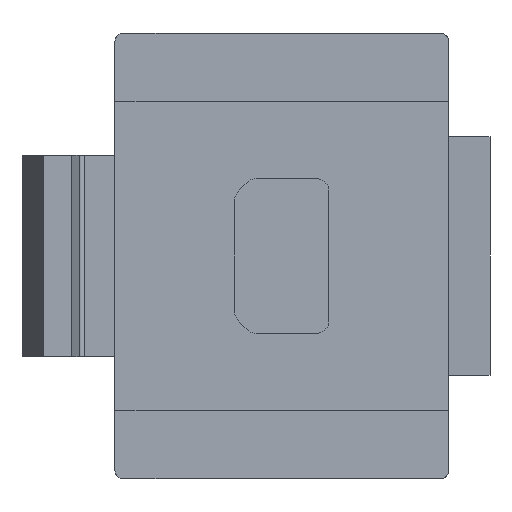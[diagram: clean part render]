
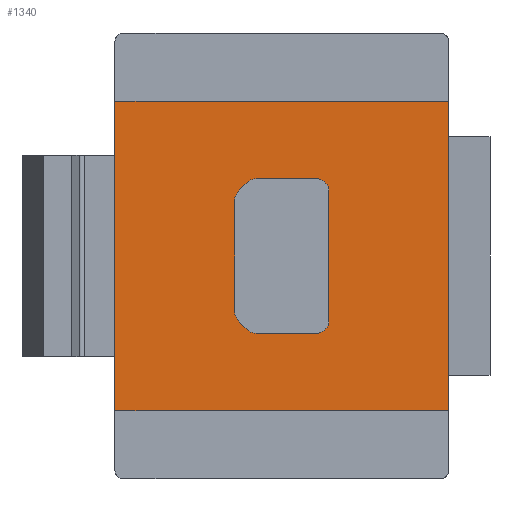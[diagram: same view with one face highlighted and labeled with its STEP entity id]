
A CAD part, left-side view. The second image highlights one B-rep face of the part: STEP entity #1340.
In plain terms, the highlighted planar face has unit normal (-1, 0, 0).
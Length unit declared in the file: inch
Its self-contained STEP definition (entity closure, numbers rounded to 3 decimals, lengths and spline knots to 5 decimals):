
#15 = EDGE_LOOP ( 'NONE', ( #628, #696, #112, #474, #1197, #197, #655, #1467, #1921, #1165, #51, #693 ) ) ;
#18 = CARTESIAN_POINT ( 'NONE',  ( -0.481, -0.06496, 0.14567 ) ) ;
#51 = ORIENTED_EDGE ( 'NONE', *, *, #290, .F. ) ;
#107 = EDGE_CURVE ( 'NONE', #1375, #1950, #1077, .T. ) ;
#108 = AXIS2_PLACEMENT_3D ( 'NONE', #1643, #2160, #1631 ) ;
#110 = DIRECTION ( 'NONE',  ( 0., 1., 0. ) ) ;
#112 = ORIENTED_EDGE ( 'NONE', *, *, #2225, .F. ) ;
#119 = DIRECTION ( 'NONE',  ( 0., 1., 0. ) ) ;
#127 = ORIENTED_EDGE ( 'NONE', *, *, #107, .T. ) ;
#183 = EDGE_CURVE ( 'NONE', #1035, #514, #965, .T. ) ;
#197 = ORIENTED_EDGE ( 'NONE', *, *, #1339, .F. ) ;
#212 = CARTESIAN_POINT ( 'NONE',  ( -0.481, 0.06496, -0.10551 ) ) ;
#214 = EDGE_CURVE ( 'NONE', #1316, #622, #560, .T. ) ;
#276 = LINE ( 'NONE', #1422, #2030 ) ;
#288 = CARTESIAN_POINT ( 'NONE',  ( -0.481, -0.06496, 0.12205 ) ) ;
#290 = EDGE_CURVE ( 'NONE', #622, #995, #936, .T. ) ;
#308 = DIRECTION ( 'NONE',  ( 0., 1., 0. ) ) ;
#360 = EDGE_CURVE ( 'NONE', #1169, #1316, #1774, .T. ) ;
#410 = CIRCLE ( 'NONE', #1045, 0.02362 ) ;
#419 = EDGE_LOOP ( 'NONE', ( #2023, #1153, #1904, #127 ) ) ;
#430 = CARTESIAN_POINT ( 'NONE',  ( -0.481, -0.314, -0.291 ) ) ;
#456 = DIRECTION ( 'NONE',  ( -1., 0., 0. ) ) ;
#473 = CARTESIAN_POINT ( 'NONE',  ( -0.481, 0.06513, 0.13875 ) ) ;
#474 = ORIENTED_EDGE ( 'NONE', *, *, #1222, .F. ) ;
#502 = DIRECTION ( 'NONE',  ( 0., -1., 0. ) ) ;
#511 = DIRECTION ( 'NONE',  ( 0., 0.707, -0.707 ) ) ;
#514 = VERTEX_POINT ( 'NONE', #18 ) ;
#560 = CIRCLE ( 'NONE', #685, 0.02362 ) ;
#561 = LINE ( 'NONE', #978, #1632 ) ;
#566 = VERTEX_POINT ( 'NONE', #1975 ) ;
#584 = CIRCLE ( 'NONE', #1187, 0.02362 ) ;
#588 = CARTESIAN_POINT ( 'NONE',  ( -0.481, -0.314, 0.419 ) ) ;
#622 = VERTEX_POINT ( 'NONE', #1287 ) ;
#626 = DIRECTION ( 'NONE',  ( 0., 1., 0. ) ) ;
#628 = ORIENTED_EDGE ( 'NONE', *, *, #360, .F. ) ;
#655 = ORIENTED_EDGE ( 'NONE', *, *, #1294, .F. ) ;
#679 = VERTEX_POINT ( 'NONE', #1486 ) ;
#685 = AXIS2_PLACEMENT_3D ( 'NONE', #1519, #2058, #1527 ) ;
#693 = ORIENTED_EDGE ( 'NONE', *, *, #214, .F. ) ;
#696 = ORIENTED_EDGE ( 'NONE', *, *, #1426, .F. ) ;
#738 = CARTESIAN_POINT ( 'NONE',  ( -0.481, -0.08858, 0.12205 ) ) ;
#744 = LINE ( 'NONE', #1217, #1688 ) ;
#784 = DIRECTION ( 'NONE',  ( 0., 0., -1. ) ) ;
#824 = DIRECTION ( 'NONE',  ( -1., 0., 0. ) ) ;
#826 = PLANE ( 'NONE',  #1227 ) ;
#838 = VECTOR ( 'NONE', #502, 39.37008 ) ;
#904 = DIRECTION ( 'NONE',  ( 0., 1., 0. ) ) ;
#908 = CARTESIAN_POINT ( 'NONE',  ( -0.481, 0.08858, 0.10551 ) ) ;
#936 = LINE ( 'NONE', #1905, #838 ) ;
#955 = CIRCLE ( 'NONE', #108, 0.02362 ) ;
#965 = CIRCLE ( 'NONE', #1834, 0.02362 ) ;
#978 = CARTESIAN_POINT ( 'NONE',  ( -0.481, 0.314, 0.419 ) ) ;
#994 = VECTOR ( 'NONE', #1396, 39.37008 ) ;
#995 = VERTEX_POINT ( 'NONE', #1763 ) ;
#999 = DIRECTION ( 'NONE',  ( 1., 0., 0. ) ) ;
#1024 = VECTOR ( 'NONE', #1136, 39.37008 ) ;
#1030 = CARTESIAN_POINT ( 'NONE',  ( -0.481, 0.06513, -0.13875 ) ) ;
#1035 = VERTEX_POINT ( 'NONE', #738 ) ;
#1045 = AXIS2_PLACEMENT_3D ( 'NONE', #1897, #824, #1510 ) ;
#1077 = LINE ( 'NONE', #1849, #1024 ) ;
#1136 = DIRECTION ( 'NONE',  ( 0., 1., 0. ) ) ;
#1142 = DIRECTION ( 'NONE',  ( 0., 0., -1. ) ) ;
#1151 = VERTEX_POINT ( 'NONE', #2190 ) ;
#1153 = ORIENTED_EDGE ( 'NONE', *, *, #1314, .F. ) ;
#1165 = ORIENTED_EDGE ( 'NONE', *, *, #1979, .F. ) ;
#1169 = VERTEX_POINT ( 'NONE', #1476 ) ;
#1172 = CARTESIAN_POINT ( 'NONE',  ( -0.481, 0.08858, -0.10551 ) ) ;
#1187 = AXIS2_PLACEMENT_3D ( 'NONE', #1881, #2060, #110 ) ;
#1197 = ORIENTED_EDGE ( 'NONE', *, *, #1960, .F. ) ;
#1217 = CARTESIAN_POINT ( 'NONE',  ( -0.481, 0.08166, 0.12222 ) ) ;
#1222 = EDGE_CURVE ( 'NONE', #2124, #1989, #955, .T. ) ;
#1227 = AXIS2_PLACEMENT_3D ( 'NONE', #1687, #999, #119 ) ;
#1232 = LINE ( 'NONE', #588, #1839 ) ;
#1287 = CARTESIAN_POINT ( 'NONE',  ( -0.481, 0.04843, -0.14567 ) ) ;
#1294 = EDGE_CURVE ( 'NONE', #514, #566, #1618, .T. ) ;
#1314 = EDGE_CURVE ( 'NONE', #1840, #1151, #1547, .T. ) ;
#1316 = VERTEX_POINT ( 'NONE', #1862 ) ;
#1338 = CARTESIAN_POINT ( 'NONE',  ( -0.481, -0.524, -0.291 ) ) ;
#1339 = EDGE_CURVE ( 'NONE', #566, #2219, #584, .T. ) ;
#1340 = ADVANCED_FACE ( 'NONE', ( #1887, #1828 ), #826, .F. ) ;
#1375 = VERTEX_POINT ( 'NONE', #2242 ) ;
#1378 = LINE ( 'NONE', #1172, #1928 ) ;
#1396 = DIRECTION ( 'NONE',  ( 0., -0.707, -0.707 ) ) ;
#1422 = CARTESIAN_POINT ( 'NONE',  ( -0.481, -0.08858, 0.12205 ) ) ;
#1426 = EDGE_CURVE ( 'NONE', #1614, #1169, #1711, .T. ) ;
#1467 = ORIENTED_EDGE ( 'NONE', *, *, #183, .F. ) ;
#1476 = CARTESIAN_POINT ( 'NONE',  ( -0.481, 0.08166, -0.12222 ) ) ;
#1485 = CARTESIAN_POINT ( 'NONE',  ( -0.481, 0.08858, -0.10551 ) ) ;
#1486 = CARTESIAN_POINT ( 'NONE',  ( -0.481, -0.08858, -0.12205 ) ) ;
#1510 = DIRECTION ( 'NONE',  ( 0., 1., 0. ) ) ;
#1519 = CARTESIAN_POINT ( 'NONE',  ( -0.481, 0.04843, -0.12205 ) ) ;
#1527 = DIRECTION ( 'NONE',  ( 0., 1., 0. ) ) ;
#1541 = CARTESIAN_POINT ( 'NONE',  ( -0.481, 0.08166, 0.12222 ) ) ;
#1547 = LINE ( 'NONE', #1338, #2163 ) ;
#1549 = EDGE_CURVE ( 'NONE', #679, #1035, #276, .T. ) ;
#1613 = EDGE_CURVE ( 'NONE', #1375, #1840, #1232, .T. ) ;
#1614 = VERTEX_POINT ( 'NONE', #1485 ) ;
#1618 = LINE ( 'NONE', #2205, #1939 ) ;
#1631 = DIRECTION ( 'NONE',  ( 0., 1., 0. ) ) ;
#1632 = VECTOR ( 'NONE', #1898, 39.37008 ) ;
#1643 = CARTESIAN_POINT ( 'NONE',  ( -0.481, 0.06496, 0.10551 ) ) ;
#1674 = CARTESIAN_POINT ( 'NONE',  ( -0.481, 0.314, 0.291 ) ) ;
#1687 = CARTESIAN_POINT ( 'NONE',  ( -0.481, 0.314, 0.419 ) ) ;
#1688 = VECTOR ( 'NONE', #511, 39.37008 ) ;
#1711 = CIRCLE ( 'NONE', #2112, 0.02362 ) ;
#1763 = CARTESIAN_POINT ( 'NONE',  ( -0.481, -0.06496, -0.14567 ) ) ;
#1774 = LINE ( 'NONE', #1030, #994 ) ;
#1808 = DIRECTION ( 'NONE',  ( 0., 0., 1. ) ) ;
#1828 = FACE_OUTER_BOUND ( 'NONE', #419, .T. ) ;
#1834 = AXIS2_PLACEMENT_3D ( 'NONE', #288, #456, #2017 ) ;
#1839 = VECTOR ( 'NONE', #1142, 39.37008 ) ;
#1840 = VERTEX_POINT ( 'NONE', #430 ) ;
#1849 = CARTESIAN_POINT ( 'NONE',  ( -0.481, -0.524, 0.291 ) ) ;
#1862 = CARTESIAN_POINT ( 'NONE',  ( -0.481, 0.06513, -0.13875 ) ) ;
#1881 = CARTESIAN_POINT ( 'NONE',  ( -0.481, 0.04843, 0.12205 ) ) ;
#1887 = FACE_BOUND ( 'NONE', #15, .T. ) ;
#1897 = CARTESIAN_POINT ( 'NONE',  ( -0.481, -0.06496, -0.12205 ) ) ;
#1898 = DIRECTION ( 'NONE',  ( 0., 0., -1. ) ) ;
#1904 = ORIENTED_EDGE ( 'NONE', *, *, #1613, .F. ) ;
#1905 = CARTESIAN_POINT ( 'NONE',  ( -0.481, -0.06496, -0.14567 ) ) ;
#1921 = ORIENTED_EDGE ( 'NONE', *, *, #1549, .F. ) ;
#1928 = VECTOR ( 'NONE', #784, 39.37008 ) ;
#1939 = VECTOR ( 'NONE', #626, 39.37008 ) ;
#1945 = EDGE_CURVE ( 'NONE', #1950, #1151, #561, .T. ) ;
#1950 = VERTEX_POINT ( 'NONE', #1674 ) ;
#1960 = EDGE_CURVE ( 'NONE', #2219, #2124, #744, .T. ) ;
#1975 = CARTESIAN_POINT ( 'NONE',  ( -0.481, 0.04843, 0.14567 ) ) ;
#1979 = EDGE_CURVE ( 'NONE', #995, #679, #410, .T. ) ;
#1981 = DIRECTION ( 'NONE',  ( -1., 0., 0. ) ) ;
#1989 = VERTEX_POINT ( 'NONE', #908 ) ;
#2017 = DIRECTION ( 'NONE',  ( 0., 1., 0. ) ) ;
#2023 = ORIENTED_EDGE ( 'NONE', *, *, #1945, .T. ) ;
#2030 = VECTOR ( 'NONE', #1808, 39.37008 ) ;
#2058 = DIRECTION ( 'NONE',  ( -1., 0., 0. ) ) ;
#2060 = DIRECTION ( 'NONE',  ( -1., 0., 0. ) ) ;
#2112 = AXIS2_PLACEMENT_3D ( 'NONE', #212, #1981, #904 ) ;
#2124 = VERTEX_POINT ( 'NONE', #1541 ) ;
#2160 = DIRECTION ( 'NONE',  ( -1., 0., 0. ) ) ;
#2163 = VECTOR ( 'NONE', #308, 39.37008 ) ;
#2190 = CARTESIAN_POINT ( 'NONE',  ( -0.481, 0.314, -0.291 ) ) ;
#2205 = CARTESIAN_POINT ( 'NONE',  ( -0.481, 0.04843, 0.14567 ) ) ;
#2219 = VERTEX_POINT ( 'NONE', #473 ) ;
#2225 = EDGE_CURVE ( 'NONE', #1989, #1614, #1378, .T. ) ;
#2242 = CARTESIAN_POINT ( 'NONE',  ( -0.481, -0.314, 0.291 ) ) ;
